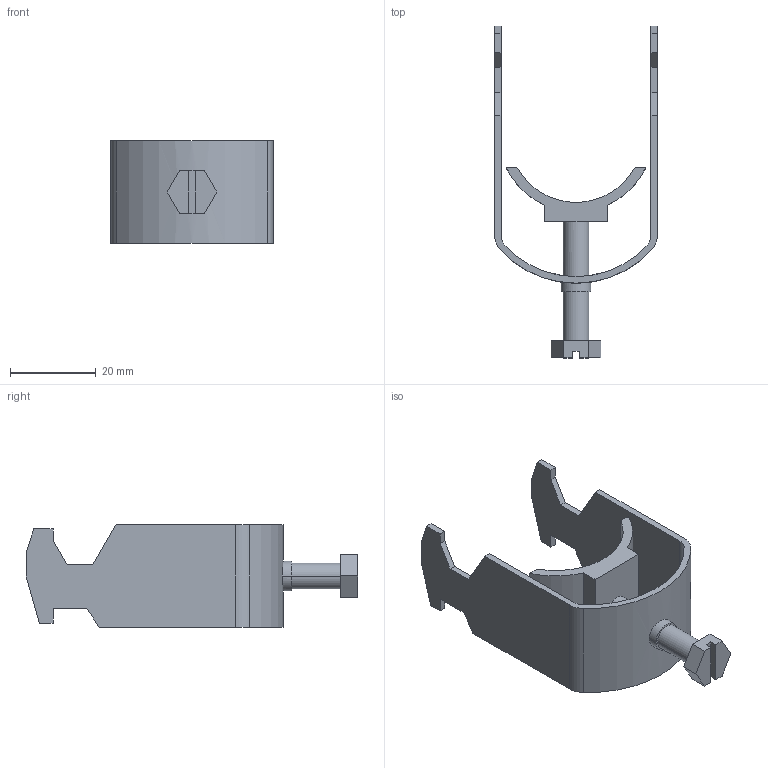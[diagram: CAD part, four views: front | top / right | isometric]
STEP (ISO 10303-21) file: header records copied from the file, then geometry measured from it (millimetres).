
FILE_DESCRIPTION(('SolidDesigner STEP Export'),'2;1');
FILE_NAME('3240257_WCC_34-select.stp','2014-11-19T14:37:51',(''),(''),'Creo Elements/Direct Modeling STEP processor for AP214 (Solid Model)','Creo Elements/Direct Modeling 18.1B 29-Sep-2012 (C) Parametric Technology GmbH','');
FILE_SCHEMA(('AUTOMOTIVE_DESIGN { 1 0 10303 214 1 1 1 1 }'));
Length unit declared in the file: millimetre
Products named in the file (1): 3240257_WCC_34-select
Bounding box: 38 x 77.45 x 24 mm (x, y, z)
Volume: 8545.5 mm3; surface area: 9653.4 mm2
Topology: 1 solids, 1 shells, 65 faces, 175 edges, 117 vertices
Faces by surface type: plane 50, cylinder 15
Entity records: 3168 total; most frequent: CARTESIAN_POINT 1079, ORIENTED_EDGE 350, DIRECTION 279, EDGE_CURVE 175, VECTOR 129, LINE 129, VERTEX_POINT 117, AXIS2_PLACEMENT_3D 75
